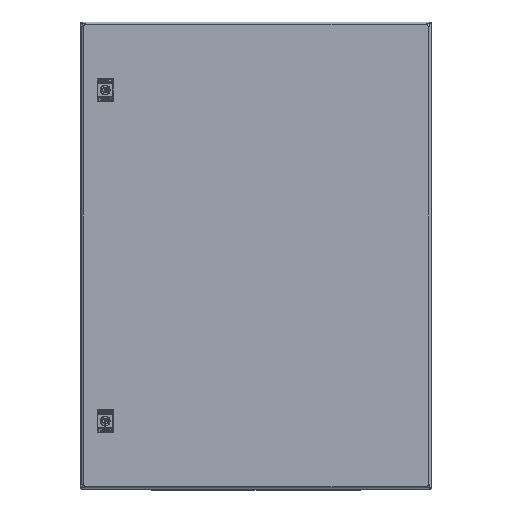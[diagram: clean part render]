
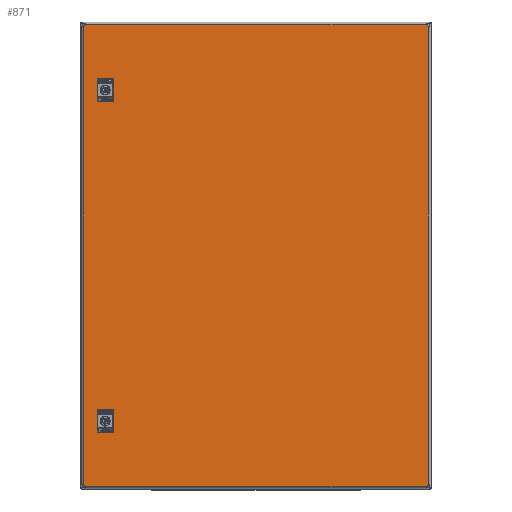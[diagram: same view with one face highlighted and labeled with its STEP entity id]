
A CAD part, top view. The second image highlights one B-rep face of the part: STEP entity #871.
In plain terms, the highlighted planar face has unit normal (0, 0, 1).
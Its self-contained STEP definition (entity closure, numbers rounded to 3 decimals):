
#871=ADVANCED_FACE('',(#5466,#5467,#5468),#5469,.T.);
#5466=FACE_OUTER_BOUND('',#15538,.T.);
#5467=FACE_BOUND('',#15539,.T.);
#5468=FACE_BOUND('',#15540,.T.);
#5469=PLANE('',#15541);
#15538=EDGE_LOOP('',(#33161,#33162,#33163,#33164,#33165,#33166,#33167,#33168));
#15539=EDGE_LOOP('',(#33169,#33170,#33171,#33172));
#15540=EDGE_LOOP('',(#33173,#33174,#33175,#33176));
#15541=AXIS2_PLACEMENT_3D('',#33177,#33178,#33179);
#33161=ORIENTED_EDGE('',*,*,#61334,.F.);
#33162=ORIENTED_EDGE('',*,*,#61335,.T.);
#33163=ORIENTED_EDGE('',*,*,#61336,.F.);
#33164=ORIENTED_EDGE('',*,*,#61337,.T.);
#33165=ORIENTED_EDGE('',*,*,#61338,.F.);
#33166=ORIENTED_EDGE('',*,*,#61339,.T.);
#33167=ORIENTED_EDGE('',*,*,#61340,.F.);
#33168=ORIENTED_EDGE('',*,*,#61341,.T.);
#33169=ORIENTED_EDGE('',*,*,#61342,.F.);
#33170=ORIENTED_EDGE('',*,*,#61343,.T.);
#33171=ORIENTED_EDGE('',*,*,#61344,.F.);
#33172=ORIENTED_EDGE('',*,*,#61345,.T.);
#33173=ORIENTED_EDGE('',*,*,#61346,.F.);
#33174=ORIENTED_EDGE('',*,*,#61347,.T.);
#33175=ORIENTED_EDGE('',*,*,#61348,.F.);
#33176=ORIENTED_EDGE('',*,*,#61349,.T.);
#33177=CARTESIAN_POINT('',(-0.3,0.0,302.51));
#33178=DIRECTION('',(0.0,0.0,1.0));
#33179=DIRECTION('',(1.0,0.0,0.0));
#61334=EDGE_CURVE('',#72561,#72562,#72563,.T.);
#61335=EDGE_CURVE('',#72561,#72564,#72565,.T.);
#61336=EDGE_CURVE('',#72566,#72564,#72567,.T.);
#61337=EDGE_CURVE('',#72566,#72568,#72569,.T.);
#61338=EDGE_CURVE('',#72570,#72568,#72571,.T.);
#61339=EDGE_CURVE('',#72570,#72572,#72573,.T.);
#61340=EDGE_CURVE('',#72574,#72572,#72575,.T.);
#61341=EDGE_CURVE('',#72574,#72562,#72576,.T.);
#61342=EDGE_CURVE('',#72577,#72578,#72579,.T.);
#61343=EDGE_CURVE('',#72577,#72580,#72581,.T.);
#61344=EDGE_CURVE('',#72582,#72580,#72583,.T.);
#61345=EDGE_CURVE('',#72582,#72578,#72584,.T.);
#61346=EDGE_CURVE('',#72585,#72586,#72587,.T.);
#61347=EDGE_CURVE('',#72585,#72588,#72589,.T.);
#61348=EDGE_CURVE('',#72590,#72588,#72591,.T.);
#61349=EDGE_CURVE('',#72590,#72586,#72592,.T.);
#72561=VERTEX_POINT('',#90600);
#72562=VERTEX_POINT('',#90601);
#72563=CIRCLE('',#90602,3.5);
#72564=VERTEX_POINT('',#90603);
#72565=LINE('',#90604,#90605);
#72566=VERTEX_POINT('',#90606);
#72567=CIRCLE('',#90607,3.5);
#72568=VERTEX_POINT('',#90608);
#72569=LINE('',#90609,#90610);
#72570=VERTEX_POINT('',#90611);
#72571=CIRCLE('',#90612,3.5);
#72572=VERTEX_POINT('',#90613);
#72573=LINE('',#90614,#90615);
#72574=VERTEX_POINT('',#90616);
#72575=CIRCLE('',#90617,3.5);
#72576=LINE('',#90618,#90619);
#72577=VERTEX_POINT('',#90620);
#72578=VERTEX_POINT('',#90621);
#72579=CIRCLE('',#90622,11.75);
#72580=VERTEX_POINT('',#90623);
#72581=LINE('',#90624,#90625);
#72582=VERTEX_POINT('',#90626);
#72583=CIRCLE('',#90627,11.75);
#72584=LINE('',#90628,#90629);
#72585=VERTEX_POINT('',#90630);
#72586=VERTEX_POINT('',#90631);
#72587=CIRCLE('',#90632,11.75);
#72588=VERTEX_POINT('',#90633);
#72589=LINE('',#90634,#90635);
#72590=VERTEX_POINT('',#90636);
#72591=CIRCLE('',#90637,11.75);
#72592=LINE('',#90638,#90639);
#90600=CARTESIAN_POINT('',(291.5,395.3,302.51));
#90601=CARTESIAN_POINT('',(295.,391.8,302.51));
#90602=AXIS2_PLACEMENT_3D('',#122976,#122977,#122978);
#90603=CARTESIAN_POINT('',(-292.1,395.3,302.51));
#90604=CARTESIAN_POINT('',(291.5,395.3,302.51));
#90605=VECTOR('',#122979,583.6);
#90606=CARTESIAN_POINT('',(-295.6,391.8,302.51));
#90607=AXIS2_PLACEMENT_3D('',#122980,#122981,#122982);
#90608=CARTESIAN_POINT('',(-295.6,-391.8,302.51));
#90609=CARTESIAN_POINT('',(-295.6,391.8,302.51));
#90610=VECTOR('',#122983,783.6);
#90611=CARTESIAN_POINT('',(-292.1,-395.3,302.51));
#90612=AXIS2_PLACEMENT_3D('',#122984,#122985,#122986);
#90613=CARTESIAN_POINT('',(291.5,-395.3,302.51));
#90614=CARTESIAN_POINT('',(-292.1,-395.3,302.51));
#90615=VECTOR('',#122987,583.6);
#90616=CARTESIAN_POINT('',(295.,-391.8,302.51));
#90617=AXIS2_PLACEMENT_3D('',#122988,#122989,#122990);
#90618=CARTESIAN_POINT('',(295.,-391.8,302.51));
#90619=VECTOR('',#122991,783.6);
#90620=CARTESIAN_POINT('',(-248.,289.504,302.51));
#90621=CARTESIAN_POINT('',(-268.2,289.504,302.51));
#90622=AXIS2_PLACEMENT_3D('',#122992,#122993,#122994);
#90623=CARTESIAN_POINT('',(-248.,277.496,302.51));
#90624=CARTESIAN_POINT('',(-248.,289.504,302.51));
#90625=VECTOR('',#122995,12.009);
#90626=CARTESIAN_POINT('',(-268.2,277.496,302.51));
#90627=AXIS2_PLACEMENT_3D('',#122996,#122997,#122998);
#90628=CARTESIAN_POINT('',(-268.2,277.496,302.51));
#90629=VECTOR('',#122999,12.009);
#90630=CARTESIAN_POINT('',(-248.,-277.496,302.51));
#90631=CARTESIAN_POINT('',(-268.2,-277.496,302.51));
#90632=AXIS2_PLACEMENT_3D('',#123000,#123001,#123002);
#90633=CARTESIAN_POINT('',(-248.,-289.504,302.51));
#90634=CARTESIAN_POINT('',(-248.,-277.496,302.51));
#90635=VECTOR('',#123003,12.009);
#90636=CARTESIAN_POINT('',(-268.2,-289.504,302.51));
#90637=AXIS2_PLACEMENT_3D('',#123004,#123005,#123006);
#90638=CARTESIAN_POINT('',(-268.2,-289.504,302.51));
#90639=VECTOR('',#123007,12.009);
#122976=CARTESIAN_POINT('',(291.5,391.8,302.51));
#122977=DIRECTION('',(0.0,0.0,-1.0));
#122978=DIRECTION('',(0.0,1.0,0.0));
#122979=DIRECTION('',(-1.0,0.,0.0));
#122980=CARTESIAN_POINT('',(-292.1,391.8,302.51));
#122981=DIRECTION('',(-0.0,0.0,-1.0));
#122982=DIRECTION('',(-1.0,0.,0.0));
#122983=DIRECTION('',(0.,-1.0,0.0));
#122984=CARTESIAN_POINT('',(-292.1,-391.8,302.51));
#122985=DIRECTION('',(-0.0,0.0,-1.0));
#122986=DIRECTION('',(0.,-1.0,0.0));
#122987=DIRECTION('',(1.0,0.,0.0));
#122988=CARTESIAN_POINT('',(291.5,-391.8,302.51));
#122989=DIRECTION('',(0.0,0.0,-1.0));
#122990=DIRECTION('',(1.0,0.,0.0));
#122991=DIRECTION('',(0.0,1.0,0.0));
#122992=CARTESIAN_POINT('',(-258.1,283.5,302.51));
#122993=DIRECTION('',(0.0,-0.0,1.0));
#122994=DIRECTION('',(0.86,0.511,0.0));
#122995=DIRECTION('',(0.,-1.0,0.0));
#122996=CARTESIAN_POINT('',(-258.1,283.5,302.51));
#122997=DIRECTION('',(0.0,0.0,1.0));
#122998=DIRECTION('',(-0.86,-0.511,0.0));
#122999=DIRECTION('',(0.,1.0,0.0));
#123000=CARTESIAN_POINT('',(-258.1,-283.5,302.51));
#123001=DIRECTION('',(0.0,-0.0,1.0));
#123002=DIRECTION('',(0.86,0.511,0.0));
#123003=DIRECTION('',(0.,-1.0,0.0));
#123004=CARTESIAN_POINT('',(-258.1,-283.5,302.51));
#123005=DIRECTION('',(0.0,0.0,1.0));
#123006=DIRECTION('',(-0.86,-0.511,0.0));
#123007=DIRECTION('',(0.,1.0,0.0));
